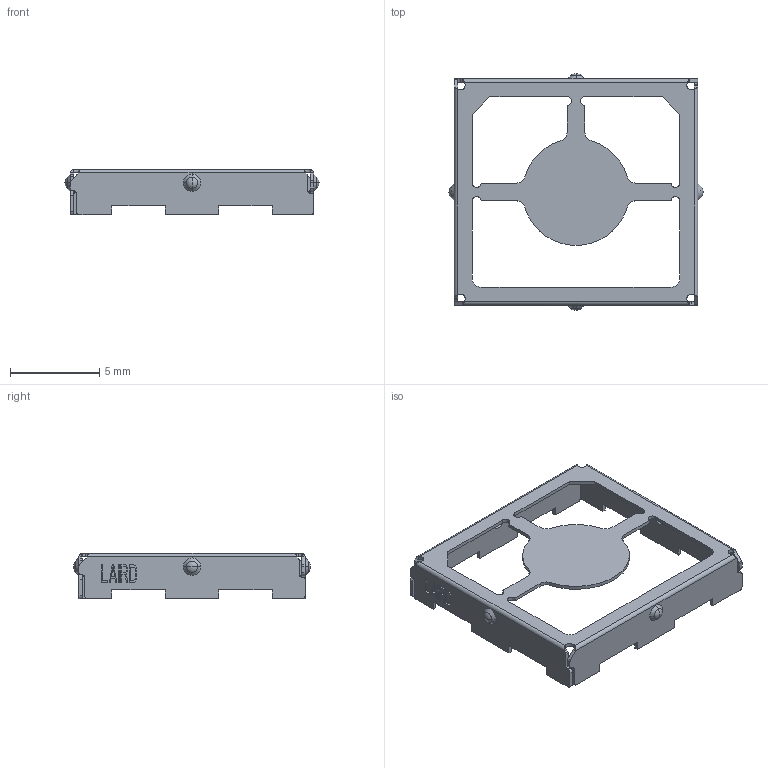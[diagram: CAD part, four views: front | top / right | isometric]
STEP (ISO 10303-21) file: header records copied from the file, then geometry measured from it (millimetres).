
FILE_DESCRIPTION(('FreeCAD Model'),'2;1');
FILE_NAME('Laird-$PARTNUMBER.step', '2017-03-30T16:46:28',('kicad StepUp'),('ksu MCAD'), 'Open CASCADE STEP processor 6.8','FreeCAD','Unknown');
FILE_SCHEMA(('AUTOMOTIVE_DESIGN_CC2 { 1 2 10303 214 -1 1 5 4 }'));
Length unit declared in the file: millimetre
Products named in the file (1): Laird-$PARTNUMBER
Bounding box: 14.27 x 13.31 x 2.54 mm (x, y, z)
Volume: 38.1 mm3; surface area: 415.5 mm2
Topology: 1 solids, 1 shells, 524 faces, 1442 edges, 946 vertices
Faces by surface type: plane 407, cylinder 64, cone 20, bspline 17, sphere 16
Entity records: 16845 total; most frequent: CARTESIAN_POINT 3428, ORIENTED_EDGE 2876, DIRECTION 2602, EDGE_CURVE 1438, LINE 1246, VECTOR 1246, VERTEX_POINT 946, AXIS2_PLACEMENT_3D 678
